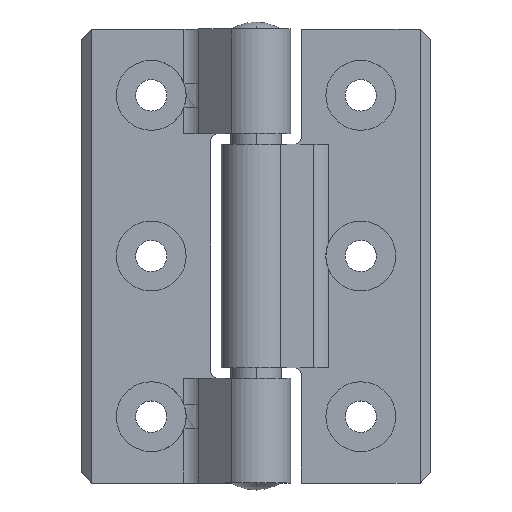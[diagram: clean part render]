
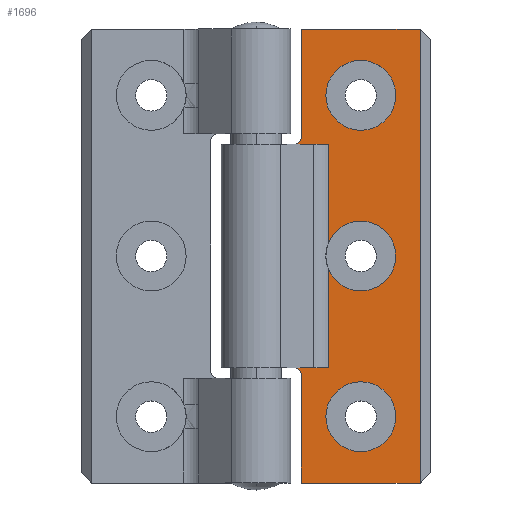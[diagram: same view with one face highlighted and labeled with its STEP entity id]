
A CAD part, top view. The second image highlights one B-rep face of the part: STEP entity #1696.
In plain terms, the highlighted planar face has unit normal (0, 0, 1).
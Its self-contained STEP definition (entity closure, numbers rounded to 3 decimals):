
#71 = DIRECTION ( 'NONE',  ( 1., 0., 0. ) ) ;
#119 = DIRECTION ( 'NONE',  ( 0., 0., -1. ) ) ;
#247 = CARTESIAN_POINT ( 'NONE',  ( 23.5, -32.5, -2. ) ) ;
#251 = DIRECTION ( 'NONE',  ( -1., 0., 0. ) ) ;
#277 = CARTESIAN_POINT ( 'NONE',  ( 15., 0., -2. ) ) ;
#307 = CARTESIAN_POINT ( 'NONE',  ( 10., 23., -2. ) ) ;
#308 = CARTESIAN_POINT ( 'NONE',  ( 6.5, -17., -2. ) ) ;
#324 = DIRECTION ( 'NONE',  ( 0., 1., 0. ) ) ;
#325 = CARTESIAN_POINT ( 'NONE',  ( 10.314, -16., -2. ) ) ;
#338 = CARTESIAN_POINT ( 'NONE',  ( 5.5, -16., -2. ) ) ;
#341 = CARTESIAN_POINT ( 'NONE',  ( 20., -23., -2. ) ) ;
#350 = CARTESIAN_POINT ( 'NONE',  ( 20., 0., -2. ) ) ;
#351 = DIRECTION ( 'NONE',  ( 0., 0., -1. ) ) ;
#358 = CARTESIAN_POINT ( 'NONE',  ( 15., 23., -2. ) ) ;
#359 = DIRECTION ( 'NONE',  ( -1., 0., 0. ) ) ;
#373 = CARTESIAN_POINT ( 'NONE',  ( 10.314, 1.743, -2. ) ) ;
#445 = CARTESIAN_POINT ( 'NONE',  ( 5.5, 16., -2. ) ) ;
#449 = CARTESIAN_POINT ( 'NONE',  ( 20., 23., -2. ) ) ;
#459 = CARTESIAN_POINT ( 'NONE',  ( 6.5, 32.5, -2. ) ) ;
#465 = CARTESIAN_POINT ( 'NONE',  ( 10.314, 16., -2. ) ) ;
#468 = CARTESIAN_POINT ( 'NONE',  ( 6.5, -17., -2. ) ) ;
#469 = CARTESIAN_POINT ( 'NONE',  ( 6.5, 17., -2. ) ) ;
#472 = CARTESIAN_POINT ( 'NONE',  ( 23.5, -32.5, -2. ) ) ;
#474 = CARTESIAN_POINT ( 'NONE',  ( 10., -23., -2. ) ) ;
#479 = CARTESIAN_POINT ( 'NONE',  ( 23.5, 32.5, -2. ) ) ;
#485 = CARTESIAN_POINT ( 'NONE',  ( 6.5, -32.5, -2. ) ) ;
#490 = CARTESIAN_POINT ( 'NONE',  ( 10.314, -1.743, -2. ) ) ;
#613 = ORIENTED_EDGE ( 'NONE', *, *, #1605, .T. ) ;
#618 = ORIENTED_EDGE ( 'NONE', *, *, #1376, .T. ) ;
#624 = ORIENTED_EDGE ( 'NONE', *, *, #1622, .T. ) ;
#631 = ORIENTED_EDGE ( 'NONE', *, *, #1659, .T. ) ;
#635 = ORIENTED_EDGE ( 'NONE', *, *, #1548, .T. ) ;
#644 = ORIENTED_EDGE ( 'NONE', *, *, #1459, .T. ) ;
#651 = ORIENTED_EDGE ( 'NONE', *, *, #3114, .T. ) ;
#675 = VERTEX_POINT ( 'NONE', #307 ) ;
#678 = VERTEX_POINT ( 'NONE', #341 ) ;
#679 = VERTEX_POINT ( 'NONE', #350 ) ;
#684 = VERTEX_POINT ( 'NONE', #338 ) ;
#685 = VERTEX_POINT ( 'NONE', #474 ) ;
#693 = VERTEX_POINT ( 'NONE', #485 ) ;
#703 = VERTEX_POINT ( 'NONE', #490 ) ;
#709 = VERTEX_POINT ( 'NONE', #459 ) ;
#722 = VERTEX_POINT ( 'NONE', #308 ) ;
#724 = VERTEX_POINT ( 'NONE', #465 ) ;
#725 = VERTEX_POINT ( 'NONE', #469 ) ;
#731 = VERTEX_POINT ( 'NONE', #445 ) ;
#735 = VERTEX_POINT ( 'NONE', #373 ) ;
#740 = VERTEX_POINT ( 'NONE', #479 ) ;
#741 = VERTEX_POINT ( 'NONE', #449 ) ;
#745 = VERTEX_POINT ( 'NONE', #325 ) ;
#752 = VERTEX_POINT ( 'NONE', #472 ) ;
#786 = LINE ( 'NONE', #468, #3652 ) ;
#1021 = EDGE_LOOP ( 'NONE', ( #613, #631 ) ) ;
#1022 = EDGE_LOOP ( 'NONE', ( #624, #618 ) ) ;
#1023 = EDGE_LOOP ( 'NONE', ( #644, #635, #651, #1743, #1731, #1073, #1767, #1796, #1751, #1766, #1759, #1742, #1721 ) ) ;
#1073 = ORIENTED_EDGE ( 'NONE', *, *, #1513, .F. ) ;
#1146 = CARTESIAN_POINT ( 'NONE',  ( 23.5, 32.5, -2. ) ) ;
#1149 = PLANE ( 'NONE',  #2699 ) ;
#1172 = CARTESIAN_POINT ( 'NONE',  ( 10.314, 32.5, -2. ) ) ;
#1205 = DIRECTION ( 'NONE',  ( 1., 0., 0. ) ) ;
#1208 = DIRECTION ( 'NONE',  ( 0., 0., -1. ) ) ;
#1231 = CARTESIAN_POINT ( 'NONE',  ( 15., -23., -2. ) ) ;
#1241 = DIRECTION ( 'NONE',  ( 0., -1., 0. ) ) ;
#1271 = DIRECTION ( 'NONE',  ( -1., 0., 0. ) ) ;
#1298 = DIRECTION ( 'NONE',  ( 0., 0., -1. ) ) ;
#1309 = DIRECTION ( 'NONE',  ( -1., 0., 0. ) ) ;
#1318 = CARTESIAN_POINT ( 'NONE',  ( 23.5, 32.5, -2. ) ) ;
#1370 = EDGE_CURVE ( 'NONE', #693, #722, #786, .T. ) ;
#1376 = EDGE_CURVE ( 'NONE', #675, #741, #3657, .T. ) ;
#1459 = EDGE_CURVE ( 'NONE', #724, #735, #3420, .T. ) ;
#1484 = EDGE_CURVE ( 'NONE', #725, #709, #3439, .T. ) ;
#1497 = EDGE_CURVE ( 'NONE', #731, #724, #3450, .T. ) ;
#1513 = EDGE_CURVE ( 'NONE', #722, #684, #2259, .T. ) ;
#1548 = EDGE_CURVE ( 'NONE', #735, #679, #2623, .T. ) ;
#1551 = EDGE_CURVE ( 'NONE', #740, #752, #3491, .T. ) ;
#1565 = EDGE_CURVE ( 'NONE', #731, #725, #2643, .T. ) ;
#1587 = EDGE_CURVE ( 'NONE', #745, #684, #3520, .T. ) ;
#1605 = EDGE_CURVE ( 'NONE', #678, #685, #2687, .T. ) ;
#1622 = EDGE_CURVE ( 'NONE', #741, #675, #2782, .T. ) ;
#1647 = EDGE_CURVE ( 'NONE', #703, #745, #3566, .T. ) ;
#1659 = EDGE_CURVE ( 'NONE', #685, #678, #2835, .T. ) ;
#1679 = EDGE_CURVE ( 'NONE', #709, #740, #3586, .T. ) ;
#1696 = ADVANCED_FACE ( 'NONE', ( #3598, #3599, #3600 ), #1149, .F. ) ;
#1721 = ORIENTED_EDGE ( 'NONE', *, *, #1497, .T. ) ;
#1731 = ORIENTED_EDGE ( 'NONE', *, *, #1587, .T. ) ;
#1742 = ORIENTED_EDGE ( 'NONE', *, *, #1565, .F. ) ;
#1743 = ORIENTED_EDGE ( 'NONE', *, *, #1647, .T. ) ;
#1751 = ORIENTED_EDGE ( 'NONE', *, *, #1551, .F. ) ;
#1759 = ORIENTED_EDGE ( 'NONE', *, *, #1484, .F. ) ;
#1766 = ORIENTED_EDGE ( 'NONE', *, *, #1679, .F. ) ;
#1767 = ORIENTED_EDGE ( 'NONE', *, *, #1370, .F. ) ;
#1796 = ORIENTED_EDGE ( 'NONE', *, *, #3118, .T. ) ;
#2194 = VECTOR ( 'NONE', #3242, 1000. ) ;
#2227 = VECTOR ( 'NONE', #2381, 1000. ) ;
#2239 = VECTOR ( 'NONE', #2462, 1000. ) ;
#2259 = CIRCLE ( 'NONE', #2262, 1. ) ;
#2262 = AXIS2_PLACEMENT_3D ( 'NONE', #2494, #2513, #2472 ) ;
#2299 = CARTESIAN_POINT ( 'NONE',  ( -5., 16., -2. ) ) ;
#2381 = DIRECTION ( 'NONE',  ( 0., 1., 0. ) ) ;
#2382 = CARTESIAN_POINT ( 'NONE',  ( 6.5, 37.108, -2. ) ) ;
#2462 = DIRECTION ( 'NONE',  ( 1., 0., 0. ) ) ;
#2472 = DIRECTION ( 'NONE',  ( -1., 0., 0. ) ) ;
#2494 = CARTESIAN_POINT ( 'NONE',  ( 5.5, -17., -2. ) ) ;
#2513 = DIRECTION ( 'NONE',  ( 0., 0., 1. ) ) ;
#2623 = CIRCLE ( 'NONE', #2625, 5. ) ;
#2625 = AXIS2_PLACEMENT_3D ( 'NONE', #3007, #3028, #2891 ) ;
#2628 = VECTOR ( 'NONE', #3010, 1000. ) ;
#2643 = CIRCLE ( 'NONE', #2646, 1. ) ;
#2646 = AXIS2_PLACEMENT_3D ( 'NONE', #2873, #3063, #2935 ) ;
#2670 = VECTOR ( 'NONE', #2905, 1000. ) ;
#2687 = CIRCLE ( 'NONE', #2696, 5. ) ;
#2696 = AXIS2_PLACEMENT_3D ( 'NONE', #2957, #2874, #2923 ) ;
#2699 = AXIS2_PLACEMENT_3D ( 'NONE', #1318, #1298, #1271 ) ;
#2737 = CIRCLE ( 'NONE', #2739, 5. ) ;
#2739 = AXIS2_PLACEMENT_3D ( 'NONE', #277, #119, #251 ) ;
#2743 = VECTOR ( 'NONE', #71, 1000. ) ;
#2782 = CIRCLE ( 'NONE', #2789, 5. ) ;
#2789 = AXIS2_PLACEMENT_3D ( 'NONE', #3032, #2982, #2978 ) ;
#2819 = VECTOR ( 'NONE', #1241, 1000. ) ;
#2835 = CIRCLE ( 'NONE', #2838, 5. ) ;
#2838 = AXIS2_PLACEMENT_3D ( 'NONE', #1231, #1208, #1309 ) ;
#2858 = VECTOR ( 'NONE', #1205, 1000. ) ;
#2873 = CARTESIAN_POINT ( 'NONE',  ( 5.5, 17., -2. ) ) ;
#2874 = DIRECTION ( 'NONE',  ( 0., 0., -1. ) ) ;
#2891 = DIRECTION ( 'NONE',  ( -1., 0., 0. ) ) ;
#2905 = DIRECTION ( 'NONE',  ( -1., 0., 0. ) ) ;
#2906 = CARTESIAN_POINT ( 'NONE',  ( 23.5, 32.5, -2. ) ) ;
#2923 = DIRECTION ( 'NONE',  ( -1., 0., 0. ) ) ;
#2935 = DIRECTION ( 'NONE',  ( -1., 0., 0. ) ) ;
#2957 = CARTESIAN_POINT ( 'NONE',  ( 15., -23., -2. ) ) ;
#2978 = DIRECTION ( 'NONE',  ( -1., 0., 0. ) ) ;
#2982 = DIRECTION ( 'NONE',  ( 0., 0., -1. ) ) ;
#2986 = CARTESIAN_POINT ( 'NONE',  ( -9.937, -16., -2. ) ) ;
#3007 = CARTESIAN_POINT ( 'NONE',  ( 15., 0., -2. ) ) ;
#3010 = DIRECTION ( 'NONE',  ( 0., -1., 0. ) ) ;
#3028 = DIRECTION ( 'NONE',  ( 0., 0., -1. ) ) ;
#3032 = CARTESIAN_POINT ( 'NONE',  ( 15., 23., -2. ) ) ;
#3063 = DIRECTION ( 'NONE',  ( 0., 0., 1. ) ) ;
#3114 = EDGE_CURVE ( 'NONE', #679, #703, #2737, .T. ) ;
#3118 = EDGE_CURVE ( 'NONE', #693, #752, #3633, .T. ) ;
#3155 = CARTESIAN_POINT ( 'NONE',  ( 10.314, 32.5, -2. ) ) ;
#3242 = DIRECTION ( 'NONE',  ( 0., -1., 0. ) ) ;
#3420 = LINE ( 'NONE', #3155, #2194 ) ;
#3439 = LINE ( 'NONE', #2382, #2227 ) ;
#3450 = LINE ( 'NONE', #2299, #2239 ) ;
#3491 = LINE ( 'NONE', #2906, #2628 ) ;
#3520 = LINE ( 'NONE', #2986, #2670 ) ;
#3566 = LINE ( 'NONE', #1172, #2819 ) ;
#3586 = LINE ( 'NONE', #1146, #2858 ) ;
#3598 = FACE_BOUND ( 'NONE', #1021, .T. ) ;
#3599 = FACE_BOUND ( 'NONE', #1022, .T. ) ;
#3600 = FACE_OUTER_BOUND ( 'NONE', #1023, .T. ) ;
#3633 = LINE ( 'NONE', #247, #2743 ) ;
#3652 = VECTOR ( 'NONE', #324, 1000. ) ;
#3657 = CIRCLE ( 'NONE', #3659, 5. ) ;
#3659 = AXIS2_PLACEMENT_3D ( 'NONE', #358, #351, #359 ) ;
